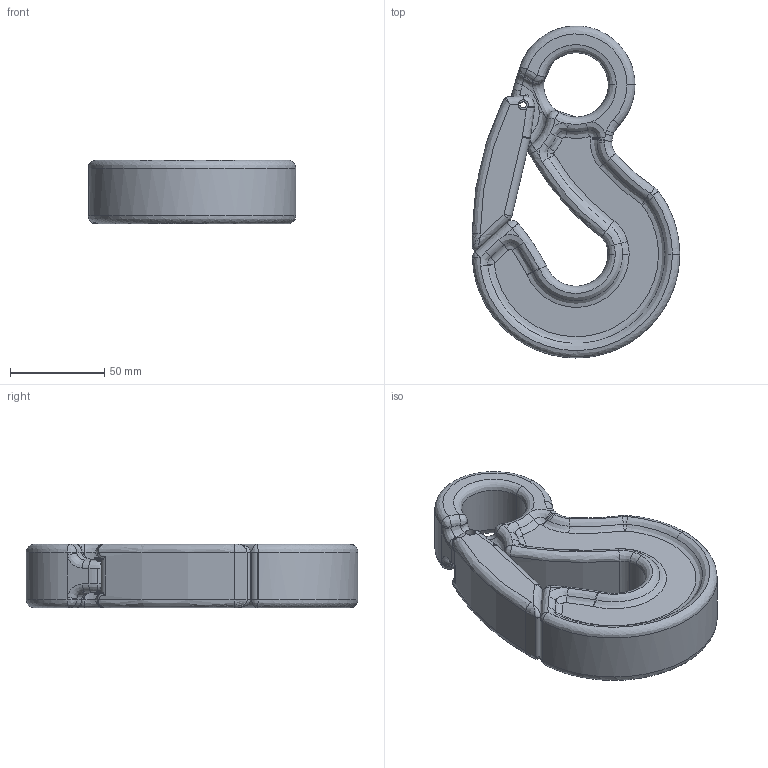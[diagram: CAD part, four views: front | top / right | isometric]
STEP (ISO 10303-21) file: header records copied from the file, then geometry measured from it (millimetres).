
FILE_DESCRIPTION(('FreeCAD Model'),'2;1');
FILE_NAME('Open CASCADE Shape Model','2025-05-09T06:39:46',('FreeCAD'),( 'FreeCAD'),'Open CASCADE STEP processor 7.6','FreeCAD','Unknown');
FILE_SCHEMA(('AUTOMOTIVE_DESIGN { 1 0 10303 214 1 1 1 1 }'));
Length unit declared in the file: millimetre
Products named in the file (1): Open CASCADE STEP translator 7.6 1
Bounding box: 109.84 x 175.82 x 33.8 mm (x, y, z)
Volume: 318301.2 mm3; surface area: 52744.7 mm2
Topology: 4 solids, 4 shells, 317 faces, 780 edges, 449 vertices
Faces by surface type: bspline 317
Entity records: 15618 total; most frequent: CARTESIAN_POINT 11563, ORIENTED_EDGE 1532, EDGE_CURVE 766, VERTEX_POINT 449, FACE_BOUND 321, EDGE_LOOP 321, ADVANCED_FACE 317, B_SPLINE_CURVE_WITH_KNOTS 287
